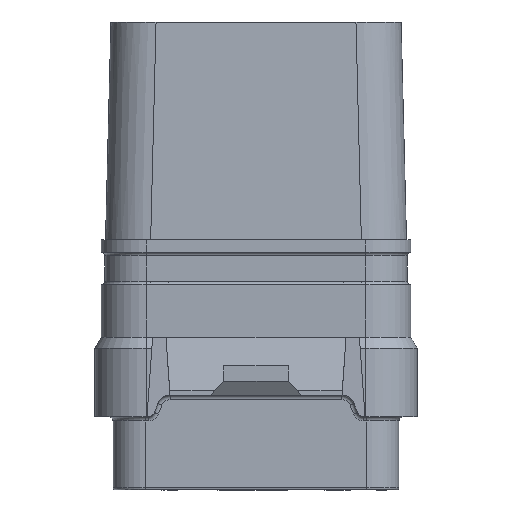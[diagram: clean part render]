
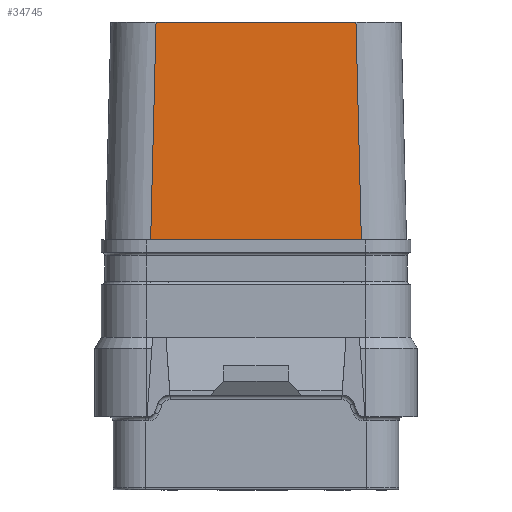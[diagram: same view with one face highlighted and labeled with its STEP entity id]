
A CAD part, front view. The second image highlights one B-rep face of the part: STEP entity #34745.
In plain terms, the highlighted planar face has unit normal (0, -1, 0.025).
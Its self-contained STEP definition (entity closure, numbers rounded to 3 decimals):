
#48=DIRECTION('',(1.,0.,0.));
#49=VECTOR('',#48,9.8);
#50=CARTESIAN_POINT('',(-4.9,-6.,0.));
#51=LINE('',#50,#49);
#81=DIRECTION('',(-0.025,0.025,0.999));
#82=VECTOR('',#81,10.126);
#83=CARTESIAN_POINT('',(4.9,-6.,0.));
#84=LINE('',#83,#82);
#85=DIRECTION('',(0.025,0.025,0.999));
#86=VECTOR('',#85,10.126);
#87=CARTESIAN_POINT('',(-4.9,-6.,0.));
#88=LINE('',#87,#86);
#196=DIRECTION('',(1.,0.,0.));
#197=VECTOR('',#196,9.3);
#198=CARTESIAN_POINT('',(-4.65,-5.75,10.12));
#199=LINE('',#198,#197);
#27177=CARTESIAN_POINT('',(-4.65,-5.75,10.12));
#27178=VERTEX_POINT('',#27177);
#27179=CARTESIAN_POINT('',(4.65,-5.75,10.12));
#27180=VERTEX_POINT('',#27179);
#27193=CARTESIAN_POINT('',(-4.9,-6.,0.));
#27194=VERTEX_POINT('',#27193);
#27195=CARTESIAN_POINT('',(4.9,-6.,0.));
#27196=VERTEX_POINT('',#27195);
#34732=CARTESIAN_POINT('',(0.,-5.875,5.06));
#34733=DIRECTION('',(0.,-1.,0.025));
#34734=DIRECTION('',(1.,0.,0.));
#34735=AXIS2_PLACEMENT_3D('',#34732,#34733,#34734);
#34736=PLANE('',#34735);
#34737=ORIENTED_EDGE('',*,*,#34596,.F.);
#34739=ORIENTED_EDGE('',*,*,#34738,.T.);
#34741=ORIENTED_EDGE('',*,*,#34740,.T.);
#34742=ORIENTED_EDGE('',*,*,#34724,.F.);
#34743=EDGE_LOOP('',(#34737,#34739,#34741,#34742));
#34744=FACE_OUTER_BOUND('',#34743,.F.);
#34745=ADVANCED_FACE('',(#34744),#34736,.T.);
#34596=EDGE_CURVE('',#27194,#27196,#51,.T.);
#34724=EDGE_CURVE('',#27196,#27180,#84,.T.);
#34738=EDGE_CURVE('',#27194,#27178,#88,.T.);
#34740=EDGE_CURVE('',#27178,#27180,#199,.T.);
